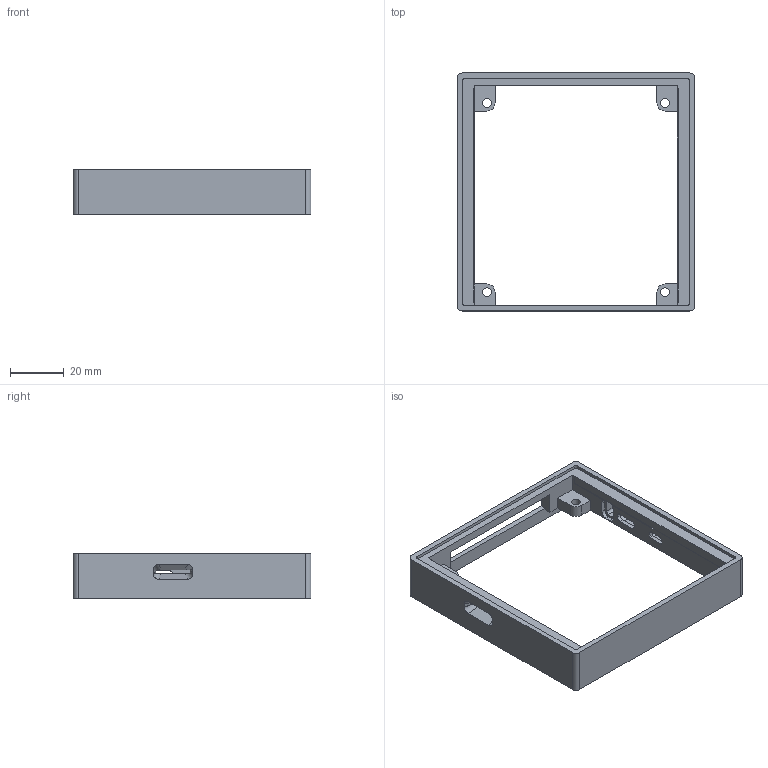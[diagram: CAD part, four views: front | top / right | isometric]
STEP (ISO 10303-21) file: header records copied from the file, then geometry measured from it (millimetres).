
FILE_DESCRIPTION(/* description */ (''),/* implementation_level */ '2;1');
FILE_NAME(/* name */ 'frame.step',/* time_stamp */ '2026-01-09T09:48:12+01:00',/* author */ (''),/* organization */ (''),/* preprocessor_version */ 'ST-DEVELOPER v20.1',/* originating_system */ 'Autodesk Translation Framework v14.21.0.0',/* authorisation */ '');
FILE_SCHEMA (('AUTOMOTIVE_DESIGN { 1 0 10303 214 3 1 1 }'));
Length unit declared in the file: millimetre
Products named in the file (1): display_enclosure
Bounding box: 88.2 x 88.2 x 16.8 mm (x, y, z)
Volume: 20248 mm3; surface area: 15263.4 mm2
Topology: 1 solids, 1 shells, 132 faces, 387 edges, 258 vertices
Faces by surface type: plane 82, cylinder 50
Full cylindrical faces by diameter (mm): 3.2 x4
Entity records: 4477 total; most frequent: CARTESIAN_POINT 778, ORIENTED_EDGE 774, DIRECTION 759, EDGE_CURVE 387, LINE 281, VECTOR 281, VERTEX_POINT 258, AXIS2_PLACEMENT_3D 239
